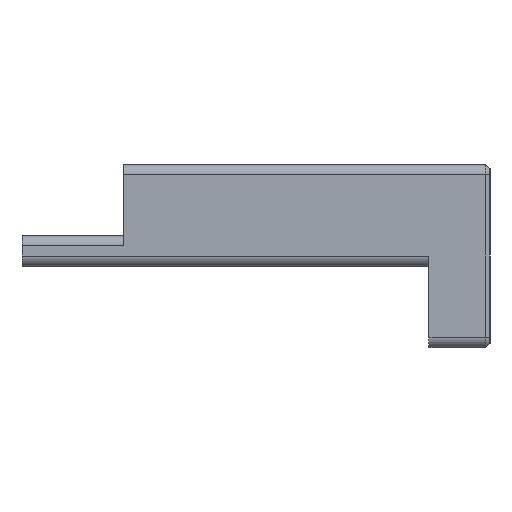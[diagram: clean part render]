
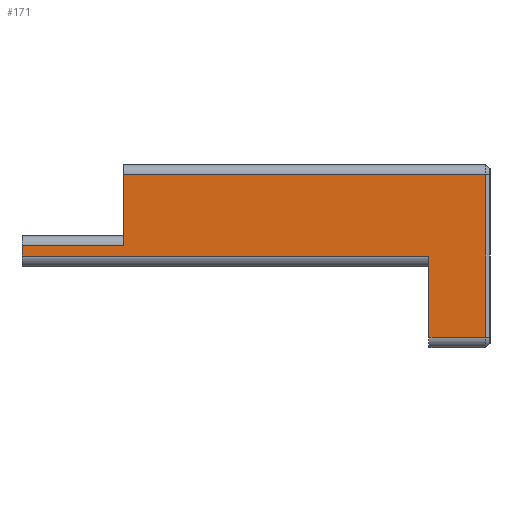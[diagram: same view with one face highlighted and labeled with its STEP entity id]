
A CAD part, left-side view. The second image highlights one B-rep face of the part: STEP entity #171.
In plain terms, the highlighted planar face has unit normal (-1, 0, 0).
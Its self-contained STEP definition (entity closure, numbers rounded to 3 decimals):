
#1 = EDGE_CURVE ( 'NONE', #974, #1132, #1437, .T. ) ;
#55 = EDGE_CURVE ( 'NONE', #974, #890, #800, .T. ) ;
#62 = VECTOR ( 'NONE', #1019, 1000. ) ;
#82 = CARTESIAN_POINT ( 'NONE',  ( -78.75, -10., 5. ) ) ;
#86 = ORIENTED_EDGE ( 'NONE', *, *, #251, .T. ) ;
#136 = CARTESIAN_POINT ( 'NONE',  ( -78.75, -10., 0.5 ) ) ;
#166 = CARTESIAN_POINT ( 'NONE',  ( -78.75, 5., 1. ) ) ;
#171 = ADVANCED_FACE ( 'NONE', ( #1231 ), #1096, .F. ) ;
#207 = CARTESIAN_POINT ( 'NONE',  ( -78.75, -13., -3.5 ) ) ;
#214 = CARTESIAN_POINT ( 'NONE',  ( -78.75, 5., 1.5 ) ) ;
#218 = ORIENTED_EDGE ( 'NONE', *, *, #415, .T. ) ;
#226 = LINE ( 'NONE', #775, #1365 ) ;
#229 = CARTESIAN_POINT ( 'NONE',  ( -78.75, -10., 0.5 ) ) ;
#251 = EDGE_CURVE ( 'NONE', #349, #1243, #377, .T. ) ;
#282 = EDGE_CURVE ( 'NONE', #1197, #1132, #1127, .T. ) ;
#337 = EDGE_CURVE ( 'NONE', #1150, #1197, #1078, .T. ) ;
#341 = ORIENTED_EDGE ( 'NONE', *, *, #1, .F. ) ;
#349 = VERTEX_POINT ( 'NONE', #386 ) ;
#355 = AXIS2_PLACEMENT_3D ( 'NONE', #82, #778, #1325 ) ;
#377 = LINE ( 'NONE', #136, #1069 ) ;
#386 = CARTESIAN_POINT ( 'NONE',  ( -78.75, 10., 0.5 ) ) ;
#415 = EDGE_CURVE ( 'NONE', #890, #349, #226, .T. ) ;
#458 = VECTOR ( 'NONE', #898, 1000. ) ;
#496 = DIRECTION ( 'NONE',  ( 0., 1., 0. ) ) ;
#552 = ORIENTED_EDGE ( 'NONE', *, *, #55, .T. ) ;
#588 = DIRECTION ( 'NONE',  ( 0., -1., 0. ) ) ;
#589 = EDGE_CURVE ( 'NONE', #909, #1150, #1431, .T. ) ;
#705 = CARTESIAN_POINT ( 'NONE',  ( -78.75, 5., 4.5 ) ) ;
#709 = VECTOR ( 'NONE', #496, 1000. ) ;
#772 = ORIENTED_EDGE ( 'NONE', *, *, #337, .T. ) ;
#775 = CARTESIAN_POINT ( 'NONE',  ( -78.75, 10., 5. ) ) ;
#778 = DIRECTION ( 'NONE',  ( 1., 0., 0. ) ) ;
#794 = CARTESIAN_POINT ( 'NONE',  ( -78.75, 10., 1. ) ) ;
#800 = LINE ( 'NONE', #794, #1216 ) ;
#864 = CARTESIAN_POINT ( 'NONE',  ( -78.75, -12.8, 4.5 ) ) ;
#867 = VECTOR ( 'NONE', #993, 1000. ) ;
#890 = VERTEX_POINT ( 'NONE', #1025 ) ;
#898 = DIRECTION ( 'NONE',  ( 0., 0., -1. ) ) ;
#907 = DIRECTION ( 'NONE',  ( 0., 1., 0. ) ) ;
#909 = VERTEX_POINT ( 'NONE', #1147 ) ;
#974 = VERTEX_POINT ( 'NONE', #166 ) ;
#993 = DIRECTION ( 'NONE',  ( 0., 0., 1. ) ) ;
#1005 = DIRECTION ( 'NONE',  ( 0., 0., -1. ) ) ;
#1019 = DIRECTION ( 'NONE',  ( 0., -1., 0. ) ) ;
#1023 = LINE ( 'NONE', #1372, #458 ) ;
#1025 = CARTESIAN_POINT ( 'NONE',  ( -78.75, 10., 1. ) ) ;
#1069 = VECTOR ( 'NONE', #588, 1000. ) ;
#1078 = LINE ( 'NONE', #1163, #1187 ) ;
#1096 = PLANE ( 'NONE',  #355 ) ;
#1127 = LINE ( 'NONE', #705, #709 ) ;
#1132 = VERTEX_POINT ( 'NONE', #1320 ) ;
#1147 = CARTESIAN_POINT ( 'NONE',  ( -78.75, -10., -3.5 ) ) ;
#1150 = VERTEX_POINT ( 'NONE', #1336 ) ;
#1163 = CARTESIAN_POINT ( 'NONE',  ( -78.75, -12.8, 4.5 ) ) ;
#1175 = DIRECTION ( 'NONE',  ( 0., 0., 1. ) ) ;
#1187 = VECTOR ( 'NONE', #1175, 1000. ) ;
#1197 = VERTEX_POINT ( 'NONE', #864 ) ;
#1216 = VECTOR ( 'NONE', #907, 1000. ) ;
#1223 = EDGE_CURVE ( 'NONE', #1243, #909, #1023, .T. ) ;
#1231 = FACE_OUTER_BOUND ( 'NONE', #1419, .T. ) ;
#1243 = VERTEX_POINT ( 'NONE', #229 ) ;
#1273 = ORIENTED_EDGE ( 'NONE', *, *, #589, .T. ) ;
#1315 = ORIENTED_EDGE ( 'NONE', *, *, #282, .T. ) ;
#1320 = CARTESIAN_POINT ( 'NONE',  ( -78.75, 5., 4.5 ) ) ;
#1325 = DIRECTION ( 'NONE',  ( 0., 0., -1. ) ) ;
#1336 = CARTESIAN_POINT ( 'NONE',  ( -78.75, -12.8, -3.5 ) ) ;
#1365 = VECTOR ( 'NONE', #1005, 1000. ) ;
#1372 = CARTESIAN_POINT ( 'NONE',  ( -78.75, -10., 162.529 ) ) ;
#1419 = EDGE_LOOP ( 'NONE', ( #1273, #772, #1315, #341, #552, #218, #86, #1421 ) ) ;
#1421 = ORIENTED_EDGE ( 'NONE', *, *, #1223, .T. ) ;
#1431 = LINE ( 'NONE', #207, #62 ) ;
#1437 = LINE ( 'NONE', #214, #867 ) ;
